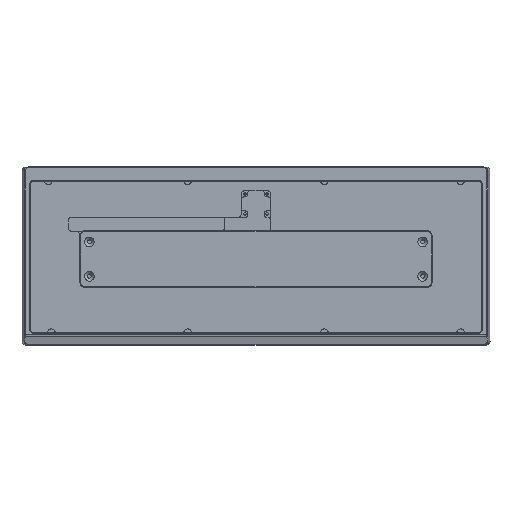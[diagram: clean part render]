
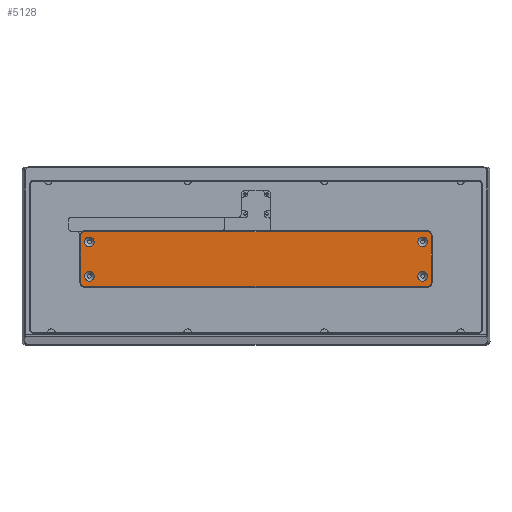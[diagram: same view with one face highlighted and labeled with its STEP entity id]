
A CAD part, top view. The second image highlights one B-rep face of the part: STEP entity #5128.
In plain terms, the highlighted planar face has unit normal (0, 0, 1).
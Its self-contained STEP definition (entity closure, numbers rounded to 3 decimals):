
#48=FACE_BOUND('',#856,.T.);
#49=FACE_BOUND('',#857,.T.);
#50=FACE_BOUND('',#858,.T.);
#51=FACE_BOUND('',#859,.T.);
#240=PLANE('',#5637);
#552=FACE_OUTER_BOUND('',#855,.T.);
#855=EDGE_LOOP('',(#4586,#4587,#4588,#4589,#4590,#4591,#4592,#4593));
#856=EDGE_LOOP('',(#4594));
#857=EDGE_LOOP('',(#4595));
#858=EDGE_LOOP('',(#4596));
#859=EDGE_LOOP('',(#4597));
#1281=LINE('',#9308,#1736);
#1287=LINE('',#9323,#1742);
#1290=LINE('',#9334,#1745);
#1295=LINE('',#9347,#1750);
#1736=VECTOR('',#6947,10.);
#1742=VECTOR('',#6961,10.);
#1745=VECTOR('',#6972,10.);
#1750=VECTOR('',#6985,10.);
#1996=CIRCLE('',#5618,2.5);
#1998=CIRCLE('',#5622,2.5);
#2000=CIRCLE('',#5626,2.5);
#2002=CIRCLE('',#5630,2.5);
#2005=CIRCLE('',#5638,3.05);
#2006=CIRCLE('',#5639,3.05);
#2007=CIRCLE('',#5640,3.05);
#2008=CIRCLE('',#5641,3.05);
#2432=VERTEX_POINT('',#9305);
#2433=VERTEX_POINT('',#9307);
#2436=VERTEX_POINT('',#9315);
#2438=VERTEX_POINT('',#9321);
#2440=VERTEX_POINT('',#9327);
#2442=VERTEX_POINT('',#9332);
#2444=VERTEX_POINT('',#9339);
#2446=VERTEX_POINT('',#9345);
#2456=VERTEX_POINT('',#9378);
#2457=VERTEX_POINT('',#9380);
#2458=VERTEX_POINT('',#9382);
#2459=VERTEX_POINT('',#9384);
#3141=EDGE_CURVE('',#2432,#2433,#1281,.T.);
#3146=EDGE_CURVE('',#2436,#2432,#1996,.T.);
#3149=EDGE_CURVE('',#2438,#2436,#1287,.T.);
#3152=EDGE_CURVE('',#2440,#2438,#1998,.T.);
#3154=EDGE_CURVE('',#2442,#2440,#1290,.T.);
#3158=EDGE_CURVE('',#2444,#2442,#2000,.T.);
#3161=EDGE_CURVE('',#2446,#2444,#1295,.T.);
#3163=EDGE_CURVE('',#2433,#2446,#2002,.T.);
#3177=EDGE_CURVE('',#2456,#2456,#2005,.T.);
#3178=EDGE_CURVE('',#2457,#2457,#2006,.T.);
#3179=EDGE_CURVE('',#2458,#2458,#2007,.T.);
#3180=EDGE_CURVE('',#2459,#2459,#2008,.T.);
#4586=ORIENTED_EDGE('',*,*,#3141,.F.);
#4587=ORIENTED_EDGE('',*,*,#3146,.F.);
#4588=ORIENTED_EDGE('',*,*,#3149,.F.);
#4589=ORIENTED_EDGE('',*,*,#3152,.F.);
#4590=ORIENTED_EDGE('',*,*,#3154,.F.);
#4591=ORIENTED_EDGE('',*,*,#3158,.F.);
#4592=ORIENTED_EDGE('',*,*,#3161,.F.);
#4593=ORIENTED_EDGE('',*,*,#3163,.F.);
#4594=ORIENTED_EDGE('',*,*,#3177,.T.);
#4595=ORIENTED_EDGE('',*,*,#3178,.T.);
#4596=ORIENTED_EDGE('',*,*,#3179,.T.);
#4597=ORIENTED_EDGE('',*,*,#3180,.T.);
#5128=ADVANCED_FACE('',(#552,#48,#49,#50,#51),#240,.F.);
#5618=AXIS2_PLACEMENT_3D('',#9317,#6955,#6956);
#5622=AXIS2_PLACEMENT_3D('',#9329,#6967,#6968);
#5626=AXIS2_PLACEMENT_3D('',#9341,#6979,#6980);
#5630=AXIS2_PLACEMENT_3D('',#9350,#6990,#6991);
#5637=AXIS2_PLACEMENT_3D('',#9377,#7015,#7016);
#5638=AXIS2_PLACEMENT_3D('',#9379,#7017,#7018);
#5639=AXIS2_PLACEMENT_3D('',#9381,#7019,#7020);
#5640=AXIS2_PLACEMENT_3D('',#9383,#7021,#7022);
#5641=AXIS2_PLACEMENT_3D('',#9385,#7023,#7024);
#6947=DIRECTION('',(1.,0.,0.));
#6955=DIRECTION('center_axis',(0.,0.,-1.));
#6956=DIRECTION('ref_axis',(-0.707,0.707,0.));
#6961=DIRECTION('',(0.,1.,0.));
#6967=DIRECTION('center_axis',(0.,0.,-1.));
#6968=DIRECTION('ref_axis',(-0.707,-0.707,0.));
#6972=DIRECTION('',(-1.,0.,0.));
#6979=DIRECTION('center_axis',(0.,0.,-1.));
#6980=DIRECTION('ref_axis',(0.707,-0.707,0.));
#6985=DIRECTION('',(0.,-1.,0.));
#6990=DIRECTION('center_axis',(0.,0.,-1.));
#6991=DIRECTION('ref_axis',(0.707,0.707,0.));
#7015=DIRECTION('center_axis',(0.,0.,-1.));
#7016=DIRECTION('ref_axis',(-1.,0.,0.));
#7017=DIRECTION('center_axis',(0.,0.,-1.));
#7018=DIRECTION('ref_axis',(1.,0.,0.));
#7019=DIRECTION('center_axis',(0.,0.,-1.));
#7020=DIRECTION('ref_axis',(1.,0.,0.));
#7021=DIRECTION('center_axis',(0.,0.,-1.));
#7022=DIRECTION('ref_axis',(1.,0.,0.));
#7023=DIRECTION('center_axis',(0.,0.,-1.));
#7024=DIRECTION('ref_axis',(1.,0.,0.));
#9305=CARTESIAN_POINT('',(33.875,-31.738,53.3));
#9307=CARTESIAN_POINT('',(251.875,-31.738,53.3));
#9308=CARTESIAN_POINT('',(192.875,-31.738,53.3));
#9315=CARTESIAN_POINT('',(31.375,-34.238,53.3));
#9317=CARTESIAN_POINT('Origin',(33.875,-34.238,53.3));
#9321=CARTESIAN_POINT('',(31.375,-64.126,53.3));
#9323=CARTESIAN_POINT('',(31.375,-48.404,53.3));
#9327=CARTESIAN_POINT('',(33.875,-66.626,53.3));
#9329=CARTESIAN_POINT('Origin',(33.875,-64.126,53.3));
#9332=CARTESIAN_POINT('',(251.875,-66.626,53.3));
#9334=CARTESIAN_POINT('',(192.875,-66.626,53.3));
#9339=CARTESIAN_POINT('',(254.375,-64.126,53.3));
#9341=CARTESIAN_POINT('Origin',(251.875,-64.126,53.3));
#9345=CARTESIAN_POINT('',(254.375,-34.238,53.3));
#9347=CARTESIAN_POINT('',(254.375,-48.404,53.3));
#9350=CARTESIAN_POINT('Origin',(251.875,-34.238,53.3));
#9377=CARTESIAN_POINT('Origin',(142.875,-47.625,53.3));
#9378=CARTESIAN_POINT('',(245.825,-60.126,53.3));
#9379=CARTESIAN_POINT('Origin',(248.875,-60.126,53.3));
#9380=CARTESIAN_POINT('',(33.825,-60.126,53.3));
#9381=CARTESIAN_POINT('Origin',(36.875,-60.126,53.3));
#9382=CARTESIAN_POINT('',(33.825,-38.238,53.3));
#9383=CARTESIAN_POINT('Origin',(36.875,-38.238,53.3));
#9384=CARTESIAN_POINT('',(245.825,-38.238,53.3));
#9385=CARTESIAN_POINT('Origin',(248.875,-38.238,53.3));
